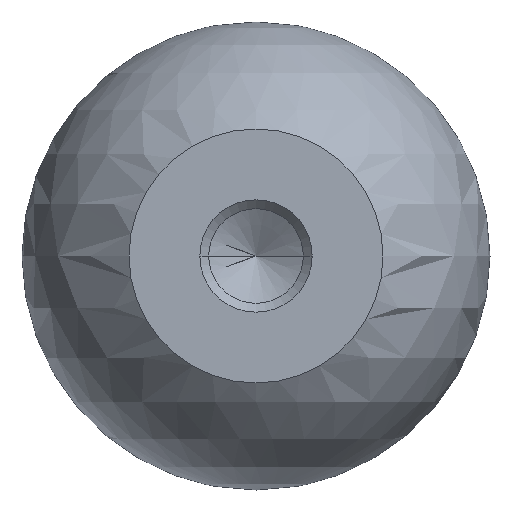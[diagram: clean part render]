
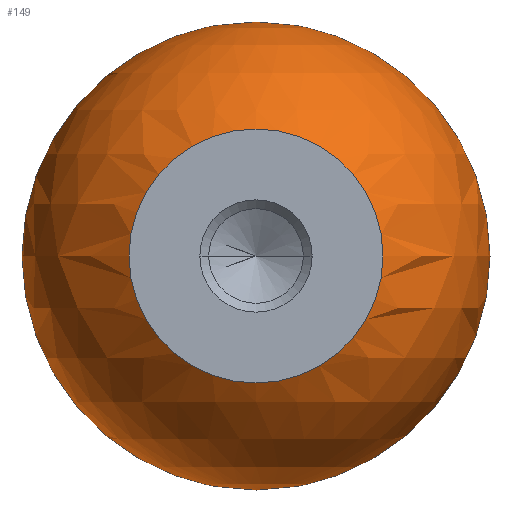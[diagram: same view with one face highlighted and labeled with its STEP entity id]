
A CAD part, front view. The second image highlights one B-rep face of the part: STEP entity #149.
In plain terms, the highlighted spherical face has radius 25 mm.
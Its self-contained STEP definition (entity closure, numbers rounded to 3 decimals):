
#91=EDGE_CURVE('',#99,#165,#238,.T.);
#99=VERTEX_POINT('',#249);
#111=VERTEX_POINT('',#264);
#141=EDGE_CURVE('',#111,#209,#298,.T.);
#147=EDGE_CURVE('',#209,#111,#305,.T.);
#149=ADVANCED_FACE('',(#307,#308),#309,.T.);
#165=VERTEX_POINT('',#325);
#195=EDGE_CURVE('',#165,#99,#357,.T.);
#209=VERTEX_POINT('',#374);
#238=CIRCLE('',#397,25.0);
#249=CARTESIAN_POINT('',(0.0,21.0,25.0));
#264=CARTESIAN_POINT('',(0.,0.0,13.565));
#298=CIRCLE('',#469,13.565);
#305=CIRCLE('',#479,13.565);
#307=FACE_BOUND('',#481,.T.);
#308=FACE_BOUND('',#482,.T.);
#309=SPHERICAL_SURFACE('',#483,25.0);
#325=CARTESIAN_POINT('',(0.,21.0,-25.0));
#357=CIRCLE('',#547,25.0);
#374=CARTESIAN_POINT('',(0.0,0.0,-13.565));
#397=AXIS2_PLACEMENT_3D('',#584,#585,#586);
#469=AXIS2_PLACEMENT_3D('',#674,#675,#676);
#479=AXIS2_PLACEMENT_3D('',#685,#686,#687);
#481=EDGE_LOOP('',(#689,#690));
#482=EDGE_LOOP('',(#691,#692));
#483=AXIS2_PLACEMENT_3D('',#693,#694,#695);
#547=AXIS2_PLACEMENT_3D('',#737,#738,#739);
#584=CARTESIAN_POINT('',(0.0,21.0,0.0));
#585=DIRECTION('',(0.,-1.0,0.0));
#586=DIRECTION('',(0.0,0.0,1.0));
#674=CARTESIAN_POINT('',(0.0,0.0,0.0));
#675=DIRECTION('',(0.0,1.0,0.0));
#676=DIRECTION('',(0.0,0.0,-1.0));
#685=CARTESIAN_POINT('',(0.0,0.0,0.0));
#686=DIRECTION('',(0.0,1.0,0.0));
#687=DIRECTION('',(0.0,0.0,-1.0));
#689=ORIENTED_EDGE('',*,*,#195,.T.);
#690=ORIENTED_EDGE('',*,*,#91,.T.);
#691=ORIENTED_EDGE('',*,*,#141,.T.);
#692=ORIENTED_EDGE('',*,*,#147,.T.);
#693=CARTESIAN_POINT('',(0.0,21.0,0.0));
#694=DIRECTION('',(0.0,0.0,1.0));
#695=DIRECTION('',(1.0,0.0,0.0));
#737=CARTESIAN_POINT('',(0.0,21.0,0.0));
#738=DIRECTION('',(0.,-1.0,0.0));
#739=DIRECTION('',(0.0,0.0,1.0));
